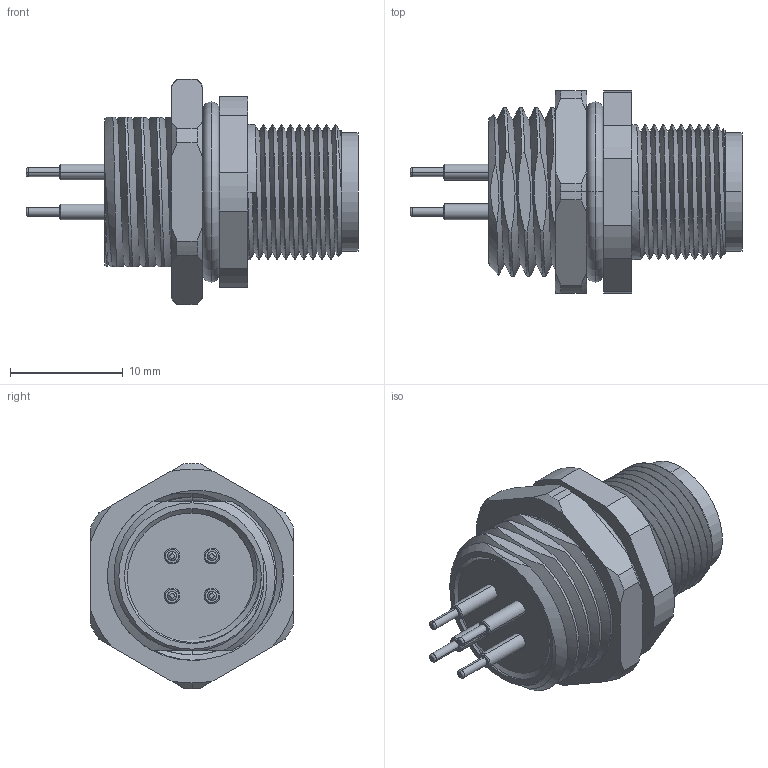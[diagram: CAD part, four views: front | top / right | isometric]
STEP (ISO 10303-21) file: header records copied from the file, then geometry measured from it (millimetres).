
FILE_DESCRIPTION (( 'STEP AP203' ), '1' );
FILE_NAME ('54-00342revA.STEP', '2023-02-03T22:11:40', ( '' ), ( '' ), 'SwSTEP 2.0', 'SolidWorks 2021', '' );
FILE_SCHEMA (( 'CONFIG_CONTROL_DESIGN' ));
Length unit declared in the file: millimetre
Products named in the file (6): 54-00342-01___; 54-00342-05___; 54-00342-02; 54-00342-03___; 54-00342revA; 54-00342-04___
Assembly tree (8 placements, depth 2):
  54-00342revA
    54-00342-01___
    54-00342-02
    54-00342-03___  x4
    54-00342-04___
    54-00342-05___
Bounding box: 29.5 x 18 x 20 mm (x, y, z)
Volume: 3008.4 mm3; surface area: 5308.9 mm2
Topology: 8 solids, 8 shells, 311 faces, 741 edges, 473 vertices
Faces by surface type: cylinder 136, plane 80, cone 49, torus 36, bspline 10
Entity records: 11326 total; most frequent: CARTESIAN_POINT 5419, ORIENTED_EDGE 1158, DIRECTION 1033, EDGE_CURVE 579, AXIS2_PLACEMENT_3D 417, VERTEX_POINT 377, EDGE_LOOP 256, FACE_OUTER_BOUND 227
